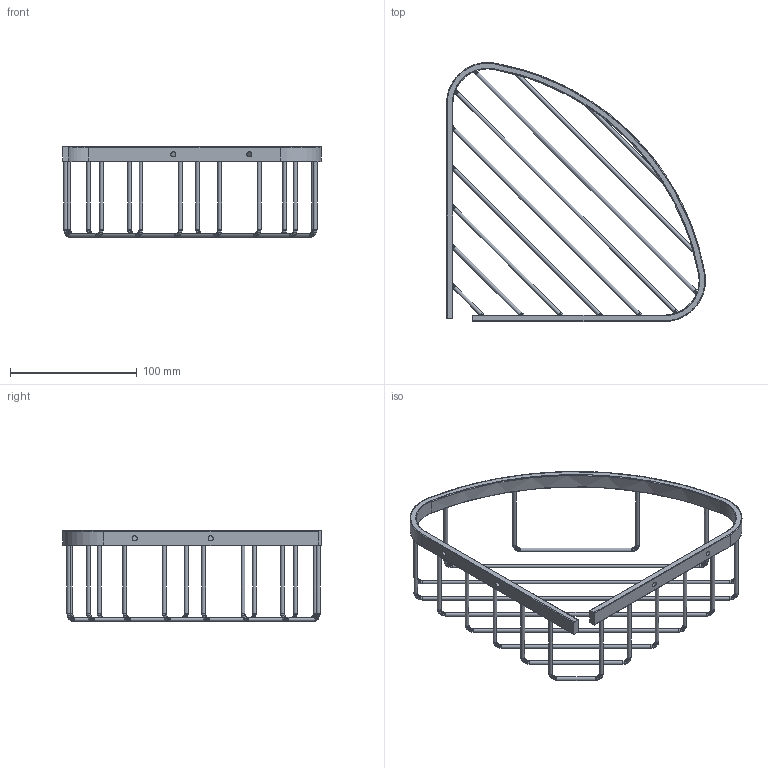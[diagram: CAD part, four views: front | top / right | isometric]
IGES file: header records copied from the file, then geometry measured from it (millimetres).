
Global section: file name: Cod.ACOANG173.igs,8; native system: HNX V1899; preprocessor: SIEMENS PLM Software NX 1903; date: 20200221.123844; units: millimetre
Bounding box: 204.46 x 204.46 x 71.5 mm (x, y, z)
Surface area: 45827.9 mm2 (no closed solid volume)
Topology: 0 solids, 0 shells, 195 faces, 1255 edges, 1248 vertices
Faces by surface type: bspline 195
